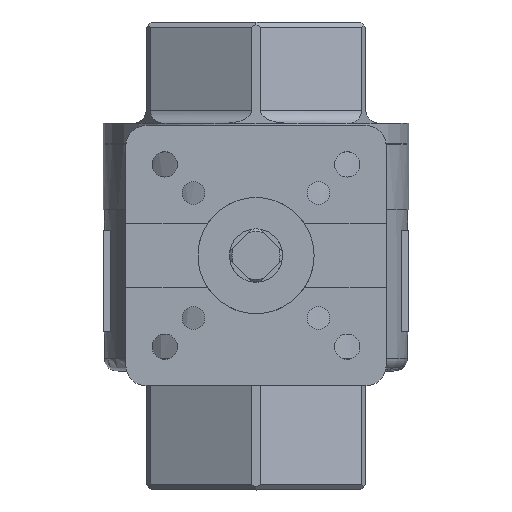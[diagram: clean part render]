
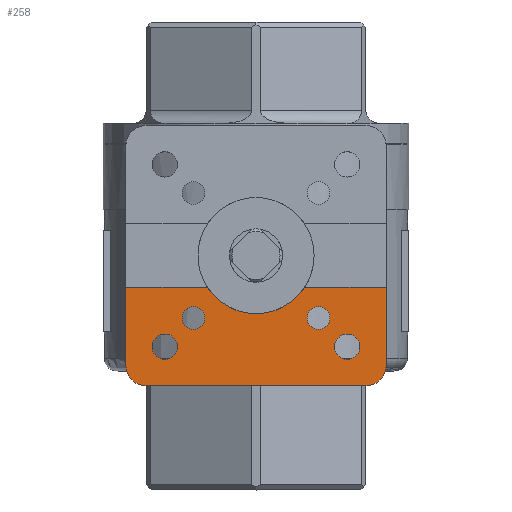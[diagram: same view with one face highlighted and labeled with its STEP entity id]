
A CAD part, top view. The second image highlights one B-rep face of the part: STEP entity #258.
In plain terms, the highlighted planar face has unit normal (0, 0, 1).
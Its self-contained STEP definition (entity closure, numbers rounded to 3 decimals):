
#258 = ADVANCED_FACE( '', ( #613, #614, #615, #616, #617 ), #618, .F. );
#613 = FACE_BOUND( '', #2208, .T. );
#614 = FACE_BOUND( '', #2209, .T. );
#615 = FACE_BOUND( '', #2210, .T. );
#616 = FACE_BOUND( '', #2211, .T. );
#617 = FACE_OUTER_BOUND( '', #2212, .T. );
#618 = PLANE( '', #2213 );
#2208 = EDGE_LOOP( '', ( #2906 ) );
#2209 = EDGE_LOOP( '', ( #2907 ) );
#2210 = EDGE_LOOP( '', ( #2908 ) );
#2211 = EDGE_LOOP( '', ( #2909 ) );
#2212 = EDGE_LOOP( '', ( #2910, #2911, #2912, #2913, #2914, #2915, #2916, #2917 ) );
#2213 = AXIS2_PLACEMENT_3D( '', #2918, #2919, #2920 );
#2906 = ORIENTED_EDGE( '', *, *, #3576, .T. );
#2907 = ORIENTED_EDGE( '', *, *, #3688, .T. );
#2908 = ORIENTED_EDGE( '', *, *, #3681, .T. );
#2909 = ORIENTED_EDGE( '', *, *, #3777, .T. );
#2910 = ORIENTED_EDGE( '', *, *, #3811, .T. );
#2911 = ORIENTED_EDGE( '', *, *, #3761, .F. );
#2912 = ORIENTED_EDGE( '', *, *, #3812, .T. );
#2913 = ORIENTED_EDGE( '', *, *, #3813, .F. );
#2914 = ORIENTED_EDGE( '', *, *, #3663, .T. );
#2915 = ORIENTED_EDGE( '', *, *, #3814, .F. );
#2916 = ORIENTED_EDGE( '', *, *, #3815, .T. );
#2917 = ORIENTED_EDGE( '', *, *, #3816, .F. );
#2918 = CARTESIAN_POINT( '', ( -51.5, 41., 98. ) );
#2919 = DIRECTION( '', ( 0., 0., -1. ) );
#2920 = DIRECTION( '', ( -1., 0., 0. ) );
#3576 = EDGE_CURVE( '', #4022, #4022, #4023, .T. );
#3663 = EDGE_CURVE( '', #4173, #4174, #4175, .F. );
#3681 = EDGE_CURVE( '', #4203, #4203, #4204, .T. );
#3688 = EDGE_CURVE( '', #4214, #4214, #4215, .T. );
#3761 = EDGE_CURVE( '', #4337, #4339, #4340, .T. );
#3777 = EDGE_CURVE( '', #4363, #4363, #4364, .T. );
#3811 = EDGE_CURVE( '', #4414, #4339, #4415, .T. );
#3812 = EDGE_CURVE( '', #4337, #4416, #4417, .T. );
#3813 = EDGE_CURVE( '', #4173, #4416, #4418, .T. );
#3814 = EDGE_CURVE( '', #4419, #4174, #4420, .T. );
#3815 = EDGE_CURVE( '', #4419, #4421, #4422, .F. );
#3816 = EDGE_CURVE( '', #4414, #4421, #4423, .T. );
#4022 = VERTEX_POINT( '', #4680 );
#4023 = CIRCLE( '', #4681, 4.5 );
#4173 = VERTEX_POINT( '', #5431 );
#4174 = VERTEX_POINT( '', #5432 );
#4175 = CIRCLE( '', #5433, 8. );
#4203 = VERTEX_POINT( '', #5470 );
#4204 = CIRCLE( '', #5471, 4.5 );
#4214 = VERTEX_POINT( '', #5483 );
#4215 = CIRCLE( '', #5484, 5. );
#4337 = VERTEX_POINT( '', #5660 );
#4339 = VERTEX_POINT( '', #5663 );
#4340 = CIRCLE( '', #5664, 23. );
#4363 = VERTEX_POINT( '', #5696 );
#4364 = CIRCLE( '', #5697, 5. );
#4414 = VERTEX_POINT( '', #5764 );
#4415 = LINE( '', #5765, #5766 );
#4416 = VERTEX_POINT( '', #5767 );
#4417 = LINE( '', #5768, #5769 );
#4418 = LINE( '', #5770, #5771 );
#4419 = VERTEX_POINT( '', #5772 );
#4420 = LINE( '', #5773, #5774 );
#4421 = VERTEX_POINT( '', #5775 );
#4422 = CIRCLE( '', #5776, 8. );
#4423 = LINE( '', #5777, #5778 );
#4680 = CARTESIAN_POINT( '', ( -29.24, 67.75, 98. ) );
#4681 = AXIS2_PLACEMENT_3D( '', #6095, #6096, #6097 );
#5431 = CARTESIAN_POINT( '', ( -51.5, 49., 98. ) );
#5432 = CARTESIAN_POINT( '', ( -43.5, 41., 98. ) );
#5433 = AXIS2_PLACEMENT_3D( '', #6202, #6203, #6204 );
#5470 = CARTESIAN_POINT( '', ( 20.25, 67.75, 98. ) );
#5471 = AXIS2_PLACEMENT_3D( '', #6226, #6227, #6228 );
#5483 = CARTESIAN_POINT( '', ( 31.06, 56.44, 98. ) );
#5484 = AXIS2_PLACEMENT_3D( '', #6237, #6238, #6239 );
#5660 = CARTESIAN_POINT( '', ( -19.307, 80., 98. ) );
#5663 = CARTESIAN_POINT( '', ( 19.307, 80., 98. ) );
#5664 = AXIS2_PLACEMENT_3D( '', #6327, #6328, #6329 );
#5696 = CARTESIAN_POINT( '', ( -41.06, 56.44, 98. ) );
#5697 = AXIS2_PLACEMENT_3D( '', #6345, #6346, #6347 );
#5764 = CARTESIAN_POINT( '', ( 51.5, 80., 98. ) );
#5765 = CARTESIAN_POINT( '', ( 51.5, 80., 98. ) );
#5766 = VECTOR( '', #6389, 1000. );
#5767 = CARTESIAN_POINT( '', ( -51.5, 80., 98. ) );
#5768 = CARTESIAN_POINT( '', ( -16.5, 80., 98. ) );
#5769 = VECTOR( '', #6390, 1000. );
#5770 = CARTESIAN_POINT( '', ( -51.5, 41., 98. ) );
#5771 = VECTOR( '', #6391, 1000. );
#5772 = CARTESIAN_POINT( '', ( 43.5, 41., 98. ) );
#5773 = CARTESIAN_POINT( '', ( 51.5, 41., 98. ) );
#5774 = VECTOR( '', #6392, 1000. );
#5775 = CARTESIAN_POINT( '', ( 51.5, 49., 98. ) );
#5776 = AXIS2_PLACEMENT_3D( '', #6393, #6394, #6395 );
#5777 = CARTESIAN_POINT( '', ( 51.5, 144., 98. ) );
#5778 = VECTOR( '', #6396, 1000. );
#6095 = CARTESIAN_POINT( '', ( -24.74, 67.75, 98. ) );
#6096 = DIRECTION( '', ( 0., 0., -1. ) );
#6097 = DIRECTION( '', ( -1., 0., 0. ) );
#6202 = CARTESIAN_POINT( '', ( -43.5, 49., 98. ) );
#6203 = DIRECTION( '', ( 0., 0., -1. ) );
#6204 = DIRECTION( '', ( -1., 0., 0. ) );
#6226 = CARTESIAN_POINT( '', ( 24.75, 67.75, 98. ) );
#6227 = DIRECTION( '', ( 0., 0., -1. ) );
#6228 = DIRECTION( '', ( -1., 0., 0. ) );
#6237 = CARTESIAN_POINT( '', ( 36.06, 56.44, 98. ) );
#6238 = DIRECTION( '', ( 0., 0., -1. ) );
#6239 = DIRECTION( '', ( -1., 0., 0. ) );
#6327 = CARTESIAN_POINT( '', ( 0., 92.5, 98. ) );
#6328 = DIRECTION( '', ( 0., 0., 1. ) );
#6329 = DIRECTION( '', ( 1., 0., 0. ) );
#6345 = CARTESIAN_POINT( '', ( -36.06, 56.44, 98. ) );
#6346 = DIRECTION( '', ( 0., 0., -1. ) );
#6347 = DIRECTION( '', ( -1., 0., 0. ) );
#6389 = DIRECTION( '', ( -1., 0., 0. ) );
#6390 = DIRECTION( '', ( -1., 0., 0. ) );
#6391 = DIRECTION( '', ( 0., 1., 0. ) );
#6392 = DIRECTION( '', ( -1., 0., 0. ) );
#6393 = CARTESIAN_POINT( '', ( 43.5, 49., 98. ) );
#6394 = DIRECTION( '', ( 0., 0., -1. ) );
#6395 = DIRECTION( '', ( -1., 0., 0. ) );
#6396 = DIRECTION( '', ( 0., -1., 0. ) );
